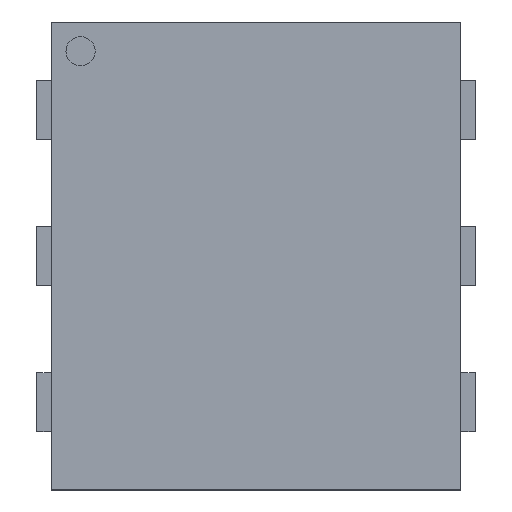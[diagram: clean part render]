
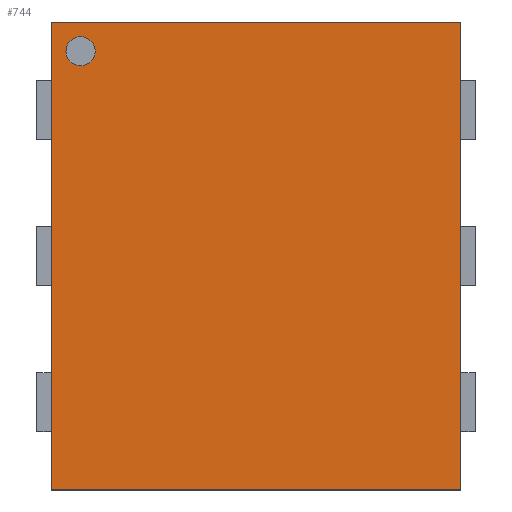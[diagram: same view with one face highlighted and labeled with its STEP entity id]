
A CAD part, top view. The second image highlights one B-rep face of the part: STEP entity #744.
In plain terms, the highlighted planar face has unit normal (0, 0, 1).
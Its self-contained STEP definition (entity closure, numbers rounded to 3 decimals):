
#13=DIRECTION('',(0.,0.,1.));
#148=VECTOR('',#149,1.);
#149=DIRECTION('',(0.,-1.,0.));
#155=VECTOR('',#156,1.);
#156=DIRECTION('',(1.,0.,0.));
#293=VERTEX_POINT('',#294);
#294=CARTESIAN_POINT('',(0.7,0.8,0.4));
#297=EDGE_CURVE('',#293,#298,#300,.T.);
#298=VERTEX_POINT('',#299);
#299=CARTESIAN_POINT('',(0.7,-0.8,0.4));
#300=LINE('',#294,#148);
#353=VERTEX_POINT('',#354);
#354=CARTESIAN_POINT('',(-0.7,0.8,0.4));
#357=ORIENTED_EDGE('',*,*,#358,.F.);
#358=EDGE_CURVE('',#353,#293,#359,.T.);
#359=LINE('',#354,#155);
#367=ORIENTED_EDGE('',*,*,#368,.T.);
#368=EDGE_CURVE('',#353,#369,#371,.T.);
#369=VERTEX_POINT('',#370);
#370=CARTESIAN_POINT('',(-0.7,-0.8,0.4));
#371=LINE('',#354,#148);
#740=EDGE_CURVE('',#369,#298,#741,.T.);
#741=LINE('',#370,#155);
#744=ADVANCED_FACE('',(#745,#749),#759,.T.);
#745=FACE_BOUND('',#746,.T.);
#746=EDGE_LOOP('',(#357,#367,#747,#748));
#747=ORIENTED_EDGE('',*,*,#740,.T.);
#748=ORIENTED_EDGE('',*,*,#297,.F.);
#749=FACE_BOUND('',#750,.T.);
#750=EDGE_LOOP('',(#751));
#751=ORIENTED_EDGE('',*,*,#752,.T.);
#752=EDGE_CURVE('',#753,#753,#755,.T.);
#753=VERTEX_POINT('',#754);
#754=CARTESIAN_POINT('',(-0.6,0.65,0.4));
#755=CIRCLE('',#756,0.05);
#756=AXIS2_PLACEMENT_3D('',#757,#758,#149);
#757=CARTESIAN_POINT('',(-0.6,0.7,0.4));
#758=DIRECTION('',(0.,0.,-1.));
#759=PLANE('',#760);
#760=AXIS2_PLACEMENT_3D('',#354,#13,#149);
